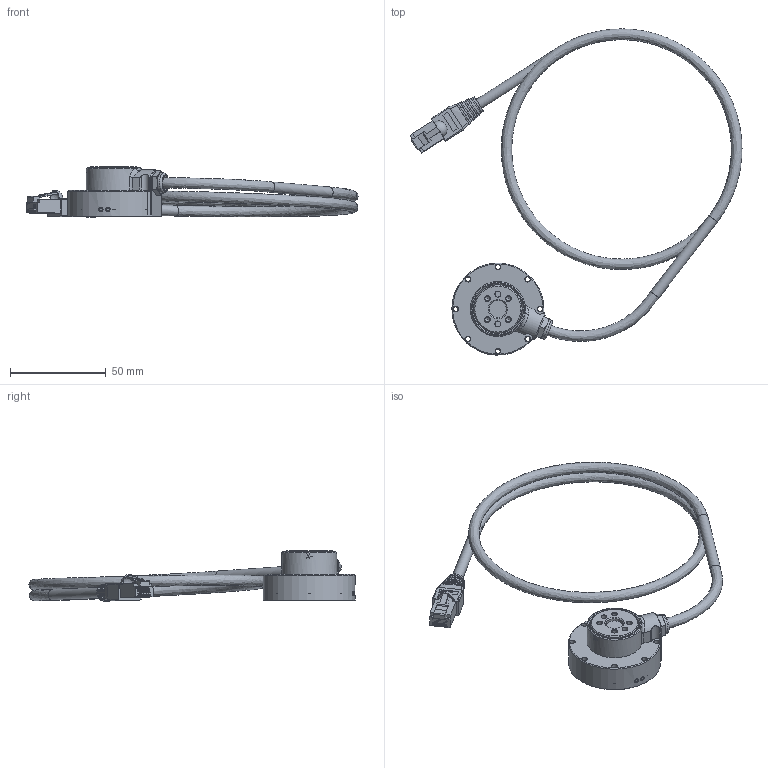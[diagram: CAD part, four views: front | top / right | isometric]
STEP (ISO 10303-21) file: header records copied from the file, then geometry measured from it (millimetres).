
FILE_DESCRIPTION (( 'STEP AP214' ), '1' );
FILE_NAME ('BFT-MPIS-XXX-M8.STEP', '2025-04-14T14:28:29', ( '' ), ( '' ), 'SwSTEP 2.0', 'SolidWorks 2022', '' );
FILE_SCHEMA (( 'AUTOMOTIVE_DESIGN' ));
Length unit declared in the file: millimetre
Products named in the file (19): Copy of plug RJ45^RJ45_MIP-A005; PAR-00006_PRT-LIGHTPIPE-IP68; Copy of contatto^RJ45_MIP-A005; MIP-P001_MAIN-BODY; ROK-P002_ELECTRONICS-CAP-SIDE; MIN-A001_SENSING-ELEMENT; BFT-MPIS-XXX-M8; PAR-00009_PRT-ORING-23x1-NBR-50; ISO-7046-1-M1.6x4-Z-4-A2-NT_ISO-7046-1-M1.6x4-Z-4-A2-NT; BCM-000_SG-SHEAR-FB; Copy of cover^RJ45_MIP-A005; MIP-A005; LAP-P000_M8_CABLE_GLAND; DIN-912-M2.5x8-8-12.9-ZP_DIN-912-M2.5x8-8-12.9-ZP; Cable^MIP-A005; ORING-38x0.5-MVQ-60_ORING-38.5x0.5-NBR-50; MIN-P000_SENSING-ELEMENT; RJ45^MIP-A005; BCM-001_SG-SHEAR-HB
Assembly tree (32 placements, depth 4):
  BFT-MPIS-XXX-M8
    MIN-A001_SENSING-ELEMENT
      MIN-P000_SENSING-ELEMENT
    MIP-P001_MAIN-BODY
    MIP-A005
      Cable^MIP-A005
      RJ45^MIP-A005
        Copy of plug RJ45^RJ45_MIP-A005
        Copy of cover^RJ45_MIP-A005
        Copy of contatto^RJ45_MIP-A005  x8
    LAP-P000_M8_CABLE_GLAND
    ROK-P002_ELECTRONICS-CAP-SIDE
    PAR-00006_PRT-LIGHTPIPE-IP68  x4
    PAR-00009_PRT-ORING-23x1-NBR-50
    ISO-7046-1-M1.6x4-Z-4-A2-NT_ISO-7046-1-M1.6x4-Z-4-A2-NT  x8
    ORING-38x0.5-MVQ-60_ORING-38.5x0.5-NBR-50
  BCM-000_SG-SHEAR-FB
  DIN-912-M2.5x8-8-12.9-ZP_DIN-912-M2.5x8-8-12.9-ZP
  BCM-001_SG-SHEAR-HB
Bounding box: 173.17 x 170.12 x 26.36 mm (x, y, z)
Volume: 33842.3 mm3; surface area: 33040.3 mm2
Topology: 28 solids, 30 shells, 1430 faces, 3579 edges, 2202 vertices
Faces by surface type: plane 658, cylinder 354, cone 324, bspline 62, torus 30, sphere 2
Full cylindrical faces by diameter (mm): 1.25 x11, 1.5 x8, 1.6 x76, 1.7 x8, 2 x2, 2.2 x8, 2.5 x12, 2.9 x8, 3 x10, 5 x1, 5.5 x3, 5.6 x1, 8 x1, 8.2 x4, 9 x2, 10.5 x1, 23.33 x1, 25 x2, 25.67 x1, 37 x1, 38.7 x1, 39.9 x1
Entity records: 27722 total; most frequent: CARTESIAN_POINT 8416, ORIENTED_EDGE 3698, DIRECTION 3636, EDGE_CURVE 1850, AXIS2_PLACEMENT_3D 1353, VERTEX_POINT 1268, EDGE_LOOP 1026, LINE 930
